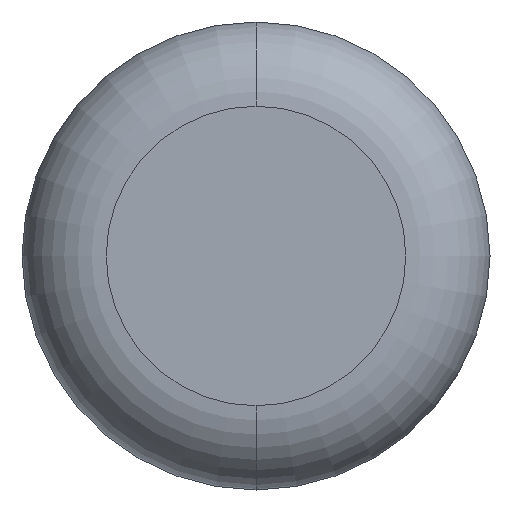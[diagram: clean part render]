
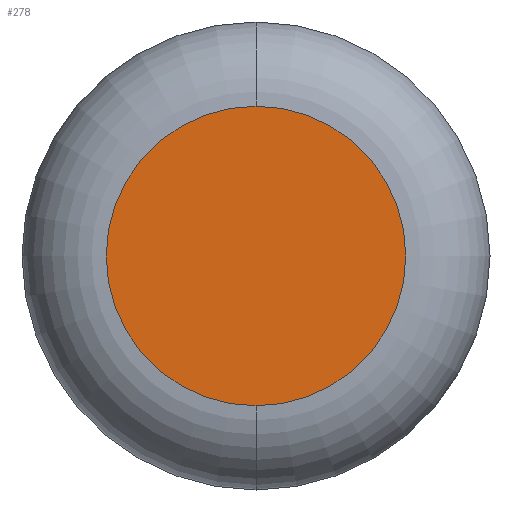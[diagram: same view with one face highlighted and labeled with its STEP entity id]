
A CAD part, front view. The second image highlights one B-rep face of the part: STEP entity #278.
In plain terms, the highlighted planar face has unit normal (0, -1, 0).
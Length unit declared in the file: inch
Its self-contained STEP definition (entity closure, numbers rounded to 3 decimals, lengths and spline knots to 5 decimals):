
#29 = DIRECTION ( 'NONE',  ( 0., 0., -1. ) ) ;
#55 = PLANE ( 'NONE',  #222 ) ;
#56 = CARTESIAN_POINT ( 'NONE',  ( 0., 0., 0. ) ) ;
#71 = DIRECTION ( 'NONE',  ( 0., -1., 0. ) ) ;
#76 = VERTEX_POINT ( 'NONE', #275 ) ;
#112 = CARTESIAN_POINT ( 'NONE',  ( 0., 0., 0. ) ) ;
#113 = EDGE_CURVE ( 'NONE', #76, #114, #186, .T. ) ;
#114 = VERTEX_POINT ( 'NONE', #350 ) ;
#116 = EDGE_LOOP ( 'NONE', ( #394, #330 ) ) ;
#130 = DIRECTION ( 'NONE',  ( 0., 0., -1. ) ) ;
#135 = DIRECTION ( 'NONE',  ( 0., 0., -1. ) ) ;
#178 = CIRCLE ( 'NONE', #205, 0.16 ) ;
#186 = CIRCLE ( 'NONE', #245, 0.16 ) ;
#187 = CARTESIAN_POINT ( 'NONE',  ( 0., 0., 0. ) ) ;
#200 = EDGE_CURVE ( 'NONE', #114, #76, #178, .T. ) ;
#205 = AXIS2_PLACEMENT_3D ( 'NONE', #112, #363, #130 ) ;
#222 = AXIS2_PLACEMENT_3D ( 'NONE', #56, #295, #29 ) ;
#231 = FACE_OUTER_BOUND ( 'NONE', #116, .T. ) ;
#245 = AXIS2_PLACEMENT_3D ( 'NONE', #187, #71, #135 ) ;
#275 = CARTESIAN_POINT ( 'NONE',  ( 0., 0., 0.16 ) ) ;
#278 = ADVANCED_FACE ( 'NONE', ( #231 ), #55, .T. ) ;
#295 = DIRECTION ( 'NONE',  ( 0., -1., 0. ) ) ;
#330 = ORIENTED_EDGE ( 'NONE', *, *, #113, .T. ) ;
#350 = CARTESIAN_POINT ( 'NONE',  ( 0., 0., -0.16 ) ) ;
#363 = DIRECTION ( 'NONE',  ( 0., -1., 0. ) ) ;
#394 = ORIENTED_EDGE ( 'NONE', *, *, #200, .T. ) ;
